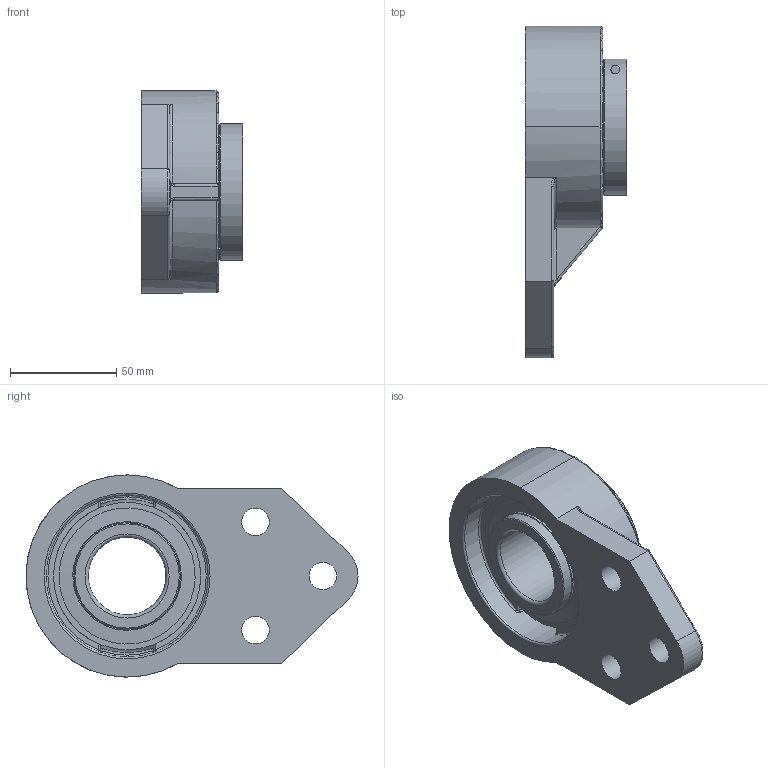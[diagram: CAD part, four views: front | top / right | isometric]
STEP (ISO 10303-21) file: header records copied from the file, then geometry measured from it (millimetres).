
FILE_DESCRIPTION(('HOOPS Exchange Step'),'2;1');
FILE_NAME('export-2AEBB89A-8CC9-4952-AD8A-BEF70DA1D05B.stp','2020-05-27T12:39:05-07:00',('dkerr'),('Alibre'),'HOOPS Exchange 2020.0','Alibre','Unknown authorisation');
FILE_SCHEMA( ('AP242_MANAGED_MODEL_BASED_3D_ENGINEERING_MIM_LF {1 0 10303 442 1 1 4 }') );
Length unit declared in the file: inch
Products named in the file (8): MRN SFBM 207 L4L; MRN SUE 207-23 L4L (1.4375) (Race); MRN SUE 207 L4L (Shield); MRN SUE 207 L4L (Ball); MRN SUE 207 L4L (Lock Ring); MRN SUE 207 L4L (Bolt); MRN SUE 207-23 L4L (1.4375); MRN SUESFBM 207-23 L4L (1.4375inch)
Assembly tree (8 placements, depth 3):
  MRN SUESFBM 207-23 L4L (1.4375inch)
    MRN SFBM 207 L4L
    MRN SUE 207-23 L4L (1.4375)
      MRN SUE 207-23 L4L (1.4375) (Race)
      MRN SUE 207 L4L (Shield)  x2
      MRN SUE 207 L4L (Ball)
      MRN SUE 207 L4L (Lock Ring)
      MRN SUE 207 L4L (Bolt)
Bounding box: 47.9 x 156 x 95 mm (x, y, z)
Volume: 231711.2 mm3; surface area: 78531.1 mm2
Topology: 16 solids, 16 shells, 209 faces, 586 edges, 388 vertices
Faces by surface type: plane 67, cylinder 66, cone 28, torus 22, sphere 16, bspline 10
Full cylindrical faces by diameter (mm): 4.134 x1, 4.137 x1, 5.8 x1, 8.5 x1, 13 x3, 36.512 x1, 50 x4, 51.016 x2, 62 x2, 64 x2, 72.166 x1, 76.166 x1, 80.35 x1
Entity records: 11182 total; most frequent: CARTESIAN_POINT 5858, DIRECTION 1091, ORIENTED_EDGE 1080, EDGE_CURVE 540, AXIS2_PLACEMENT_3D 454, VERTEX_POINT 374, CIRCLE 228, EDGE_LOOP 226
